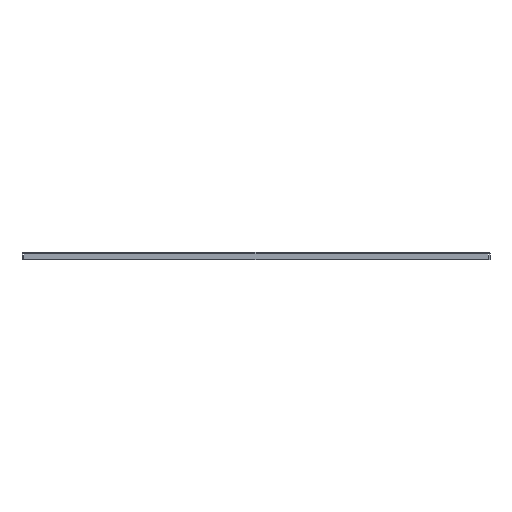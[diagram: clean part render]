
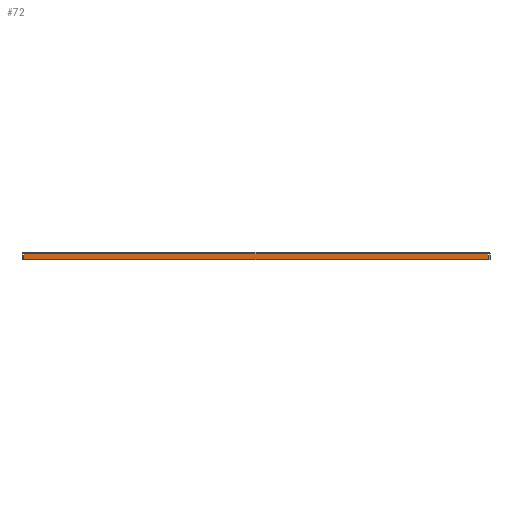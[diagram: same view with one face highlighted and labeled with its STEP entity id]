
A CAD part, left-side view. The second image highlights one B-rep face of the part: STEP entity #72.
In plain terms, the highlighted planar face has unit normal (-1, 0, 0).
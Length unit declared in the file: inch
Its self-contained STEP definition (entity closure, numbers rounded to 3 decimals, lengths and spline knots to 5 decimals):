
#72 = ADVANCED_FACE ( 'NONE', ( #5906 ), #2078, .T. ) ;
#239 = VERTEX_POINT ( 'NONE', #2378 ) ;
#392 = EDGE_CURVE ( 'NONE', #5982, #239, #3262, .T. ) ;
#406 = ORIENTED_EDGE ( 'NONE', *, *, #4550, .F. ) ;
#974 = DIRECTION ( 'NONE',  ( 0., -1., 0. ) ) ;
#1000 = CARTESIAN_POINT ( 'NONE',  ( 0., 0.12633, -0.17833 ) ) ;
#1161 = CARTESIAN_POINT ( 'NONE',  ( 0., 0.12633, -0.03125 ) ) ;
#1819 = CARTESIAN_POINT ( 'NONE',  ( 0., 16., -0.03125 ) ) ;
#2078 = PLANE ( 'NONE',  #6173 ) ;
#2378 = CARTESIAN_POINT ( 'NONE',  ( 0., 31.87367, -0.426 ) ) ;
#2499 = CARTESIAN_POINT ( 'NONE',  ( 0., 0.12633, -0.426 ) ) ;
#2554 = DIRECTION ( 'NONE',  ( -1., 0., 0. ) ) ;
#2768 = CARTESIAN_POINT ( 'NONE',  ( 0., 31.87367, -0.17833 ) ) ;
#2840 = EDGE_CURVE ( 'NONE', #5159, #2962, #5672, .T. ) ;
#2858 = DIRECTION ( 'NONE',  ( 0., 0., 1. ) ) ;
#2962 = VERTEX_POINT ( 'NONE', #1161 ) ;
#3127 = ORIENTED_EDGE ( 'NONE', *, *, #4068, .T. ) ;
#3193 = EDGE_LOOP ( 'NONE', ( #3127, #4367, #406, #4577 ) ) ;
#3218 = CARTESIAN_POINT ( 'NONE',  ( 0., 16., -0.426 ) ) ;
#3234 = DIRECTION ( 'NONE',  ( 0., 0., -1. ) ) ;
#3262 = LINE ( 'NONE', #2768, #4891 ) ;
#3499 = CARTESIAN_POINT ( 'NONE',  ( 0., 31.87367, -0.03125 ) ) ;
#3551 = CARTESIAN_POINT ( 'NONE',  ( 0., 16., -0.17833 ) ) ;
#3560 = VECTOR ( 'NONE', #6064, 39.37008 ) ;
#3727 = LINE ( 'NONE', #1819, #3750 ) ;
#3750 = VECTOR ( 'NONE', #974, 39.37008 ) ;
#3944 = DIRECTION ( 'NONE',  ( 0., -1., 0. ) ) ;
#4068 = EDGE_CURVE ( 'NONE', #239, #5159, #5109, .T. ) ;
#4367 = ORIENTED_EDGE ( 'NONE', *, *, #2840, .T. ) ;
#4550 = EDGE_CURVE ( 'NONE', #5982, #2962, #3727, .T. ) ;
#4577 = ORIENTED_EDGE ( 'NONE', *, *, #392, .T. ) ;
#4891 = VECTOR ( 'NONE', #3234, 39.37008 ) ;
#5109 = LINE ( 'NONE', #3218, #3560 ) ;
#5159 = VERTEX_POINT ( 'NONE', #2499 ) ;
#5595 = VECTOR ( 'NONE', #2858, 39.37008 ) ;
#5672 = LINE ( 'NONE', #1000, #5595 ) ;
#5906 = FACE_OUTER_BOUND ( 'NONE', #3193, .T. ) ;
#5982 = VERTEX_POINT ( 'NONE', #3499 ) ;
#6064 = DIRECTION ( 'NONE',  ( 0., -1., 0. ) ) ;
#6173 = AXIS2_PLACEMENT_3D ( 'NONE', #3551, #2554, #3944 ) ;
